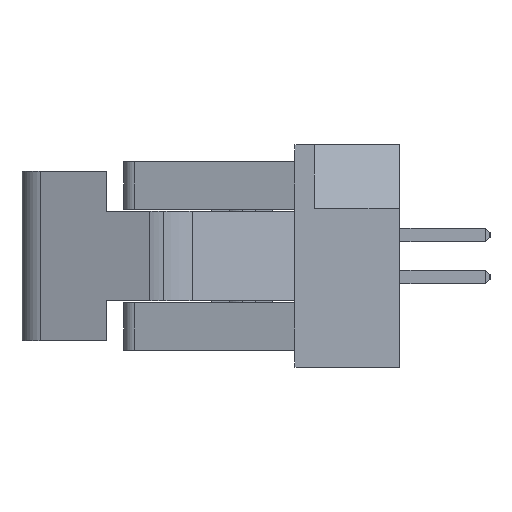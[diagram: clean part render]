
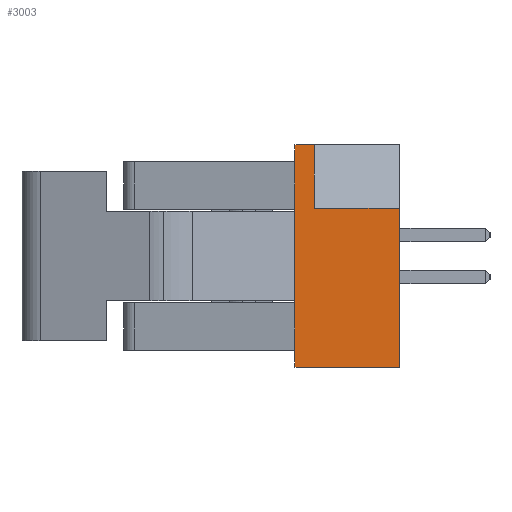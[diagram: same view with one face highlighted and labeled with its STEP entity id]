
A CAD part, left-side view. The second image highlights one B-rep face of the part: STEP entity #3003.
In plain terms, the highlighted planar face has unit normal (-1, 0, 0).
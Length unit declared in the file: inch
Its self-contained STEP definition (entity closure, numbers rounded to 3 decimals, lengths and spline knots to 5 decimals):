
#487 = AXIS2_PLACEMENT_3D ( 'NONE', #7261, #3736, #11901 ) ;
#495 = CARTESIAN_POINT ( 'NONE',  ( -0.535, -0.1625, -0.13125 ) ) ;
#503 = LINE ( 'NONE', #6796, #16713 ) ;
#781 = EDGE_CURVE ( 'NONE', #1134, #14124, #20593, .T. ) ;
#1134 = VERTEX_POINT ( 'NONE', #2820 ) ;
#1150 = CARTESIAN_POINT ( 'NONE',  ( -0.535, -0.0395, -0.11125 ) ) ;
#1231 = VECTOR ( 'NONE', #6752, 39.37008 ) ;
#1314 = CARTESIAN_POINT ( 'NONE',  ( -0.535, -0.0395, 0.11125 ) ) ;
#1395 = ORIENTED_EDGE ( 'NONE', *, *, #11151, .T. ) ;
#1396 = EDGE_CURVE ( 'NONE', #3932, #6440, #11535, .T. ) ;
#1455 = LINE ( 'NONE', #10240, #1231 ) ;
#1814 = ORIENTED_EDGE ( 'NONE', *, *, #9032, .F. ) ;
#2640 = VERTEX_POINT ( 'NONE', #495 ) ;
#2820 = CARTESIAN_POINT ( 'NONE',  ( -0.535, -0.0395, -0.13125 ) ) ;
#2968 = PLANE ( 'NONE',  #487 ) ;
#3003 = ADVANCED_FACE ( 'NONE', ( #12817 ), #2968, .F. ) ;
#3736 = DIRECTION ( 'NONE',  ( 1., 0., 0. ) ) ;
#3767 = CARTESIAN_POINT ( 'NONE',  ( -0.535, -0.0395, 0.055 ) ) ;
#3932 = VERTEX_POINT ( 'NONE', #3767 ) ;
#5153 = CARTESIAN_POINT ( 'NONE',  ( -0.535, -0.0625, 0.13125 ) ) ;
#5999 = VECTOR ( 'NONE', #18146, 39.37008 ) ;
#6000 = LINE ( 'NONE', #12502, #18505 ) ;
#6039 = LINE ( 'NONE', #19796, #5999 ) ;
#6047 = ORIENTED_EDGE ( 'NONE', *, *, #12458, .F. ) ;
#6210 = LINE ( 'NONE', #14592, #6252 ) ;
#6252 = VECTOR ( 'NONE', #14616, 39.37008 ) ;
#6316 = ORIENTED_EDGE ( 'NONE', *, *, #1396, .F. ) ;
#6440 = VERTEX_POINT ( 'NONE', #1314 ) ;
#6511 = CARTESIAN_POINT ( 'NONE',  ( -0.535, -0.0395, 0.13125 ) ) ;
#6645 = ORIENTED_EDGE ( 'NONE', *, *, #17031, .F. ) ;
#6711 = VERTEX_POINT ( 'NONE', #19315 ) ;
#6752 = DIRECTION ( 'NONE',  ( 0., 1., 0. ) ) ;
#6796 = CARTESIAN_POINT ( 'NONE',  ( -0.535, -0.26448, 0.13125 ) ) ;
#6869 = DIRECTION ( 'NONE',  ( 0., 1., 0. ) ) ;
#7261 = CARTESIAN_POINT ( 'NONE',  ( -0.535, 0.1625, 0.11125 ) ) ;
#7515 = DIRECTION ( 'NONE',  ( 0., 0., 1. ) ) ;
#7625 = CARTESIAN_POINT ( 'NONE',  ( -0.535, -0.0395, -0.055 ) ) ;
#8936 = ORIENTED_EDGE ( 'NONE', *, *, #16200, .F. ) ;
#9032 = EDGE_CURVE ( 'NONE', #16416, #13750, #16900, .T. ) ;
#9095 = VECTOR ( 'NONE', #11074, 39.37008 ) ;
#9487 = DIRECTION ( 'NONE',  ( 0., -1., 0. ) ) ;
#10240 = CARTESIAN_POINT ( 'NONE',  ( -0.535, -0.26448, -0.13125 ) ) ;
#11074 = DIRECTION ( 'NONE',  ( 0., 0., 1. ) ) ;
#11133 = CARTESIAN_POINT ( 'NONE',  ( -0.535, -0.0625, 0.05625 ) ) ;
#11151 = EDGE_CURVE ( 'NONE', #14015, #11320, #503, .T. ) ;
#11228 = CARTESIAN_POINT ( 'NONE',  ( -0.535, -0.0395, -0.11125 ) ) ;
#11320 = VERTEX_POINT ( 'NONE', #6511 ) ;
#11522 = CARTESIAN_POINT ( 'NONE',  ( -0.535, -0.0395, -0.11125 ) ) ;
#11535 = LINE ( 'NONE', #11228, #9095 ) ;
#11582 = EDGE_LOOP ( 'NONE', ( #19795, #1814, #19564, #1395, #8936, #6316, #6047, #6645, #14715, #13562 ) ) ;
#11732 = DIRECTION ( 'NONE',  ( 0., 0., 1. ) ) ;
#11901 = DIRECTION ( 'NONE',  ( 0., 0., -1. ) ) ;
#12458 = EDGE_CURVE ( 'NONE', #6711, #3932, #14489, .T. ) ;
#12502 = CARTESIAN_POINT ( 'NONE',  ( -0.535, -0.0625, 0.13125 ) ) ;
#12630 = DIRECTION ( 'NONE',  ( 0., 0., -1. ) ) ;
#12817 = FACE_OUTER_BOUND ( 'NONE', #11582, .T. ) ;
#13562 = ORIENTED_EDGE ( 'NONE', *, *, #15015, .F. ) ;
#13750 = VERTEX_POINT ( 'NONE', #17702 ) ;
#14015 = VERTEX_POINT ( 'NONE', #5153 ) ;
#14124 = VERTEX_POINT ( 'NONE', #1150 ) ;
#14391 = VECTOR ( 'NONE', #9487, 39.37008 ) ;
#14489 = LINE ( 'NONE', #7625, #18758 ) ;
#14545 = DIRECTION ( 'NONE',  ( 0., 0., 1. ) ) ;
#14592 = CARTESIAN_POINT ( 'NONE',  ( -0.535, -0.1625, 0.11125 ) ) ;
#14616 = DIRECTION ( 'NONE',  ( 0., 0., -1. ) ) ;
#14715 = ORIENTED_EDGE ( 'NONE', *, *, #781, .F. ) ;
#14838 = CARTESIAN_POINT ( 'NONE',  ( -0.535, -0.0395, -0.11125 ) ) ;
#15015 = EDGE_CURVE ( 'NONE', #2640, #1134, #1455, .T. ) ;
#15616 = VECTOR ( 'NONE', #11732, 39.37008 ) ;
#15622 = LINE ( 'NONE', #11522, #15616 ) ;
#16200 = EDGE_CURVE ( 'NONE', #6440, #11320, #6039, .T. ) ;
#16416 = VERTEX_POINT ( 'NONE', #17575 ) ;
#16713 = VECTOR ( 'NONE', #6869, 39.37008 ) ;
#16900 = LINE ( 'NONE', #11133, #14391 ) ;
#17031 = EDGE_CURVE ( 'NONE', #14124, #6711, #15622, .T. ) ;
#17575 = CARTESIAN_POINT ( 'NONE',  ( -0.535, -0.0625, 0.05625 ) ) ;
#17702 = CARTESIAN_POINT ( 'NONE',  ( -0.535, -0.1625, 0.05625 ) ) ;
#18146 = DIRECTION ( 'NONE',  ( 0., 0., 1. ) ) ;
#18505 = VECTOR ( 'NONE', #12630, 39.37008 ) ;
#18548 = EDGE_CURVE ( 'NONE', #13750, #2640, #6210, .T. ) ;
#18758 = VECTOR ( 'NONE', #7515, 39.37008 ) ;
#19074 = VECTOR ( 'NONE', #14545, 39.37008 ) ;
#19315 = CARTESIAN_POINT ( 'NONE',  ( -0.535, -0.0395, -0.055 ) ) ;
#19564 = ORIENTED_EDGE ( 'NONE', *, *, #20242, .F. ) ;
#19795 = ORIENTED_EDGE ( 'NONE', *, *, #18548, .F. ) ;
#19796 = CARTESIAN_POINT ( 'NONE',  ( -0.535, -0.0395, 0.11125 ) ) ;
#20242 = EDGE_CURVE ( 'NONE', #14015, #16416, #6000, .T. ) ;
#20593 = LINE ( 'NONE', #14838, #19074 ) ;
